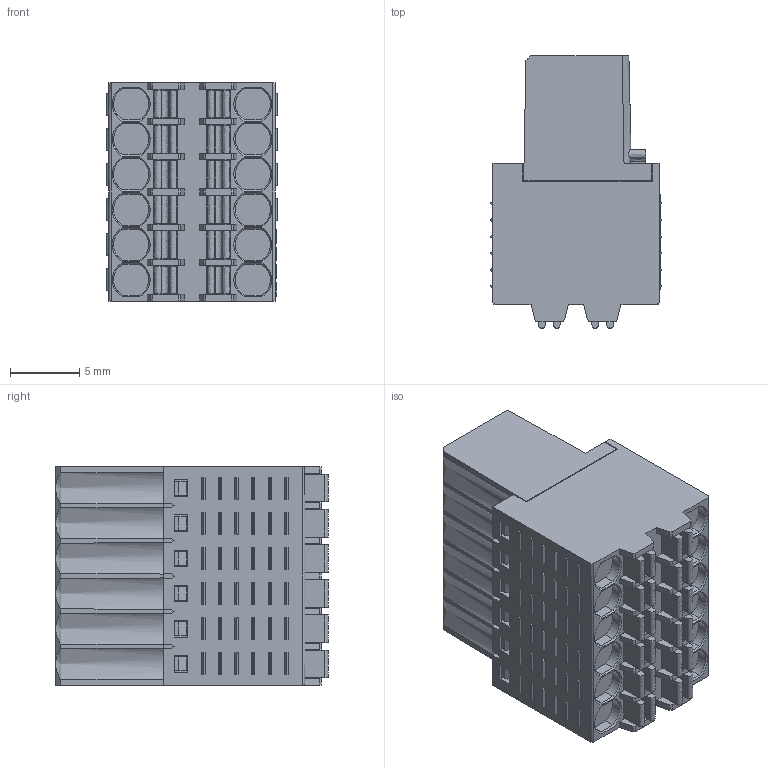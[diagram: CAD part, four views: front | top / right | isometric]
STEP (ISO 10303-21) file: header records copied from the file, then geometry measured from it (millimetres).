
FILE_DESCRIPTION( ('This file contains a STEP AP42 implementation' ,'as created by ZW3D STEP Interface translator.') ,'2;1' );
FILE_NAME( 'WJ15EDGKNHB-2.54-2x06P.stp' ,'23 727. 85342', (''), ('ZWCAD Software Co.'), 'Version 1.0', 'ZW3D to STEP translator', '' );
FILE_SCHEMA(('AUTOMOTIVE_DESIGN'));
Length unit declared in the file: millimetre
Products named in the file (2): 0; WJ15EDGKNHB-2.54-2x06P
Bounding box: 12.3 x 19.7 x 15.8 mm (x, y, z)
Volume: 2619.9 mm3; surface area: 3258.8 mm2
Topology: 1 solids, 1 shells, 2632 faces, 7540 edges, 4991 vertices
Faces by surface type: bspline 2632
Entity records: 83078 total; most frequent: CARTESIAN_POINT 35079, ORIENTED_EDGE 15080, EDGE_CURVE 7540, B_SPLINE_CURVE_WITH_KNOTS 7047, VERTEX_POINT 4991, EDGE_LOOP 2821, FACE_OUTER_BOUND 2632, ADVANCED_FACE 2632
